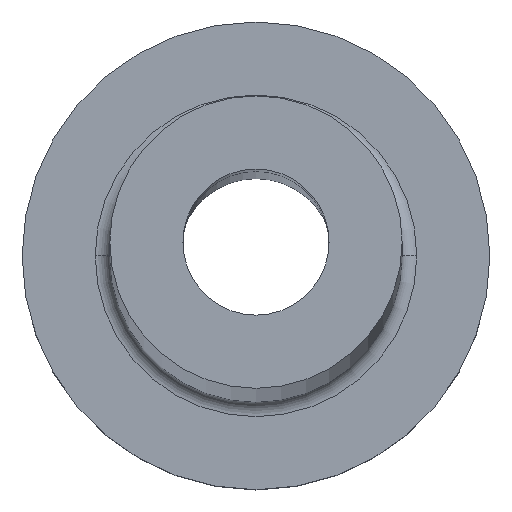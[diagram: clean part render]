
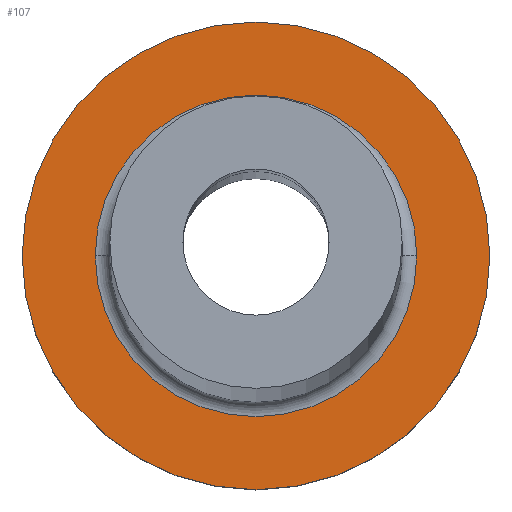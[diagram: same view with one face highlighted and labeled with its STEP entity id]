
A CAD part, top view. The second image highlights one B-rep face of the part: STEP entity #107.
In plain terms, the highlighted planar face has unit normal (0, 0, 1).
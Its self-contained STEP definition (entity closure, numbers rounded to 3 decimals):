
#5 = CARTESIAN_POINT ( 'NONE',  ( 0., 0., 5. ) ) ;
#14 = CARTESIAN_POINT ( 'NONE',  ( 0., 0., 5. ) ) ;
#29 = ORIENTED_EDGE ( 'NONE', *, *, #73, .T. ) ;
#61 = CARTESIAN_POINT ( 'NONE',  ( 5.5, 0., 5. ) ) ;
#65 = EDGE_LOOP ( 'NONE', ( #108, #68 ) ) ;
#68 = ORIENTED_EDGE ( 'NONE', *, *, #221, .T. ) ;
#73 = EDGE_CURVE ( 'NONE', #307, #414, #408, .T. ) ;
#79 = AXIS2_PLACEMENT_3D ( 'NONE', #99, #203, #103 ) ;
#88 = CIRCLE ( 'NONE', #354, 5.5 ) ;
#89 = DIRECTION ( 'NONE',  ( 0., 0., -1. ) ) ;
#95 = CARTESIAN_POINT ( 'NONE',  ( 8., 0., 5. ) ) ;
#99 = CARTESIAN_POINT ( 'NONE',  ( 0., 0., 5. ) ) ;
#103 = DIRECTION ( 'NONE',  ( 1., 0., 0. ) ) ;
#107 = ADVANCED_FACE ( 'NONE', ( #197, #402 ), #154, .T. ) ;
#108 = ORIENTED_EDGE ( 'NONE', *, *, #276, .T. ) ;
#117 = VERTEX_POINT ( 'NONE', #95 ) ;
#152 = DIRECTION ( 'NONE',  ( 0., 0., -1. ) ) ;
#154 = PLANE ( 'NONE',  #270 ) ;
#155 = DIRECTION ( 'NONE',  ( 0., 0., 1. ) ) ;
#156 = DIRECTION ( 'NONE',  ( 1., 0., 0. ) ) ;
#158 = DIRECTION ( 'NONE',  ( 0., 0., 1. ) ) ;
#173 = ORIENTED_EDGE ( 'NONE', *, *, #186, .T. ) ;
#186 = EDGE_CURVE ( 'NONE', #414, #307, #88, .T. ) ;
#193 = AXIS2_PLACEMENT_3D ( 'NONE', #14, #158, #440 ) ;
#197 = FACE_BOUND ( 'NONE', #357, .T. ) ;
#203 = DIRECTION ( 'NONE',  ( 0., 0., 1. ) ) ;
#211 = AXIS2_PLACEMENT_3D ( 'NONE', #5, #152, #254 ) ;
#221 = EDGE_CURVE ( 'NONE', #117, #235, #304, .T. ) ;
#235 = VERTEX_POINT ( 'NONE', #435 ) ;
#254 = DIRECTION ( 'NONE',  ( 1., 0., 0. ) ) ;
#267 = CIRCLE ( 'NONE', #79, 8. ) ;
#270 = AXIS2_PLACEMENT_3D ( 'NONE', #327, #155, #331 ) ;
#276 = EDGE_CURVE ( 'NONE', #235, #117, #267, .T. ) ;
#304 = CIRCLE ( 'NONE', #193, 8. ) ;
#307 = VERTEX_POINT ( 'NONE', #375 ) ;
#327 = CARTESIAN_POINT ( 'NONE',  ( 0., 0., 5. ) ) ;
#331 = DIRECTION ( 'NONE',  ( 1., 0., 0. ) ) ;
#354 = AXIS2_PLACEMENT_3D ( 'NONE', #366, #89, #156 ) ;
#357 = EDGE_LOOP ( 'NONE', ( #173, #29 ) ) ;
#366 = CARTESIAN_POINT ( 'NONE',  ( 0., 0., 5. ) ) ;
#375 = CARTESIAN_POINT ( 'NONE',  ( -5.5, 0., 5. ) ) ;
#402 = FACE_OUTER_BOUND ( 'NONE', #65, .T. ) ;
#408 = CIRCLE ( 'NONE', #211, 5.5 ) ;
#414 = VERTEX_POINT ( 'NONE', #61 ) ;
#435 = CARTESIAN_POINT ( 'NONE',  ( -8., 0., 5. ) ) ;
#440 = DIRECTION ( 'NONE',  ( 1., 0., 0. ) ) ;
